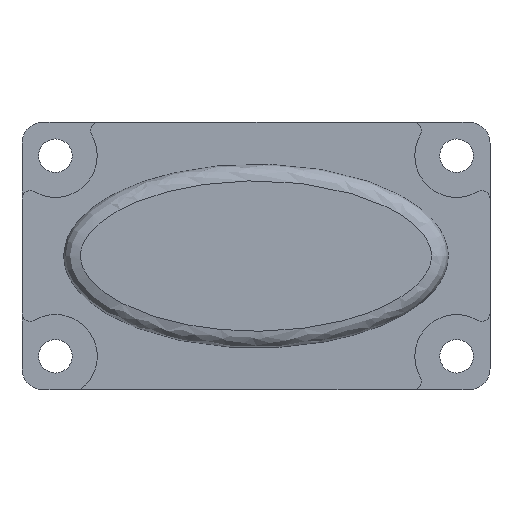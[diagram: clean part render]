
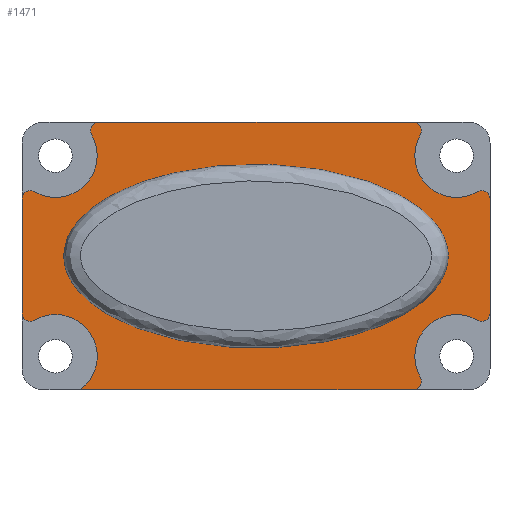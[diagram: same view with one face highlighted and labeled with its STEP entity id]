
A CAD part, front view. The second image highlights one B-rep face of the part: STEP entity #1471.
In plain terms, the highlighted planar face has unit normal (0, -1, 0).
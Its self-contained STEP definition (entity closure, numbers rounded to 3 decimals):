
#20=ELLIPSE('',#1609,23.,11.);
#88=FACE_BOUND('',#248,.T.);
#147=FACE_OUTER_BOUND('',#247,.T.);
#247=EDGE_LOOP('',(#1221,#1222,#1223,#1224,#1225,#1226,#1227,#1228,#1229,
#1230,#1231,#1232,#1233,#1234,#1235));
#248=EDGE_LOOP('',(#1236));
#375=LINE('',#2579,#507);
#376=LINE('',#2587,#508);
#377=LINE('',#2593,#509);
#378=LINE('',#2600,#510);
#507=VECTOR('',#1957,10.);
#508=VECTOR('',#1964,10.);
#509=VECTOR('',#1969,10.);
#510=VECTOR('',#1976,10.);
#583=CIRCLE('',#1612,1.);
#585=CIRCLE('',#1615,5.);
#586=CIRCLE('',#1616,1.);
#587=CIRCLE('',#1617,1.);
#588=CIRCLE('',#1618,5.);
#589=CIRCLE('',#1619,1.);
#590=CIRCLE('',#1620,1.);
#591=CIRCLE('',#1621,5.);
#592=CIRCLE('',#1622,1.);
#593=CIRCLE('',#1623,5.);
#594=CIRCLE('',#1624,1.);
#704=VERTEX_POINT('',#2530);
#705=VERTEX_POINT('',#2565);
#706=VERTEX_POINT('',#2566);
#709=VERTEX_POINT('',#2574);
#710=VERTEX_POINT('',#2576);
#711=VERTEX_POINT('',#2578);
#712=VERTEX_POINT('',#2580);
#713=VERTEX_POINT('',#2582);
#714=VERTEX_POINT('',#2584);
#715=VERTEX_POINT('',#2586);
#716=VERTEX_POINT('',#2588);
#717=VERTEX_POINT('',#2590);
#718=VERTEX_POINT('',#2592);
#719=VERTEX_POINT('',#2594);
#720=VERTEX_POINT('',#2596);
#721=VERTEX_POINT('',#2598);
#883=EDGE_CURVE('',#704,#704,#20,.T.);
#885=EDGE_CURVE('',#705,#706,#583,.T.);
#889=EDGE_CURVE('',#705,#709,#585,.T.);
#890=EDGE_CURVE('',#710,#709,#586,.T.);
#891=EDGE_CURVE('',#710,#711,#375,.T.);
#892=EDGE_CURVE('',#712,#711,#587,.T.);
#893=EDGE_CURVE('',#712,#713,#588,.T.);
#894=EDGE_CURVE('',#714,#713,#589,.T.);
#895=EDGE_CURVE('',#714,#715,#376,.T.);
#896=EDGE_CURVE('',#716,#715,#590,.T.);
#897=EDGE_CURVE('',#716,#717,#591,.T.);
#898=EDGE_CURVE('',#717,#718,#377,.T.);
#899=EDGE_CURVE('',#719,#718,#592,.T.);
#900=EDGE_CURVE('',#719,#720,#593,.T.);
#901=EDGE_CURVE('',#721,#720,#594,.T.);
#902=EDGE_CURVE('',#721,#706,#378,.T.);
#1221=ORIENTED_EDGE('',*,*,#885,.F.);
#1222=ORIENTED_EDGE('',*,*,#889,.T.);
#1223=ORIENTED_EDGE('',*,*,#890,.F.);
#1224=ORIENTED_EDGE('',*,*,#891,.T.);
#1225=ORIENTED_EDGE('',*,*,#892,.F.);
#1226=ORIENTED_EDGE('',*,*,#893,.T.);
#1227=ORIENTED_EDGE('',*,*,#894,.F.);
#1228=ORIENTED_EDGE('',*,*,#895,.T.);
#1229=ORIENTED_EDGE('',*,*,#896,.F.);
#1230=ORIENTED_EDGE('',*,*,#897,.T.);
#1231=ORIENTED_EDGE('',*,*,#898,.T.);
#1232=ORIENTED_EDGE('',*,*,#899,.F.);
#1233=ORIENTED_EDGE('',*,*,#900,.T.);
#1234=ORIENTED_EDGE('',*,*,#901,.F.);
#1235=ORIENTED_EDGE('',*,*,#902,.T.);
#1236=ORIENTED_EDGE('',*,*,#883,.T.);
#1411=PLANE('',#1614);
#1471=ADVANCED_FACE('',(#147,#88),#1411,.T.);
#1609=AXIS2_PLACEMENT_3D('',#2532,#1939,#1940);
#1612=AXIS2_PLACEMENT_3D('',#2567,#1945,#1946);
#1614=AXIS2_PLACEMENT_3D('',#2573,#1951,#1952);
#1615=AXIS2_PLACEMENT_3D('',#2575,#1953,#1954);
#1616=AXIS2_PLACEMENT_3D('',#2577,#1955,#1956);
#1617=AXIS2_PLACEMENT_3D('',#2581,#1958,#1959);
#1618=AXIS2_PLACEMENT_3D('',#2583,#1960,#1961);
#1619=AXIS2_PLACEMENT_3D('',#2585,#1962,#1963);
#1620=AXIS2_PLACEMENT_3D('',#2589,#1965,#1966);
#1621=AXIS2_PLACEMENT_3D('',#2591,#1967,#1968);
#1622=AXIS2_PLACEMENT_3D('',#2595,#1970,#1971);
#1623=AXIS2_PLACEMENT_3D('',#2597,#1972,#1973);
#1624=AXIS2_PLACEMENT_3D('',#2599,#1974,#1975);
#1939=DIRECTION('center_axis',(0.,1.,0.));
#1940=DIRECTION('ref_axis',(-1.,0.,0.));
#1945=DIRECTION('center_axis',(0.,1.,0.));
#1946=DIRECTION('ref_axis',(0.5,0.,0.866));
#1951=DIRECTION('center_axis',(0.,-1.,0.));
#1952=DIRECTION('ref_axis',(1.,0.,0.));
#1953=DIRECTION('center_axis',(0.,1.,0.));
#1954=DIRECTION('ref_axis',(1.,0.,0.));
#1955=DIRECTION('center_axis',(0.,1.,0.));
#1956=DIRECTION('ref_axis',(0.866,0.,0.5));
#1957=DIRECTION('',(-1.,0.,0.));
#1958=DIRECTION('center_axis',(0.,1.,0.));
#1959=DIRECTION('ref_axis',(-0.866,0.,0.5));
#1960=DIRECTION('center_axis',(0.,1.,0.));
#1961=DIRECTION('ref_axis',(1.,0.,0.));
#1962=DIRECTION('center_axis',(0.,1.,0.));
#1963=DIRECTION('ref_axis',(-0.5,0.,0.866));
#1964=DIRECTION('',(0.,0.,-1.));
#1965=DIRECTION('center_axis',(0.,1.,0.));
#1966=DIRECTION('ref_axis',(-0.5,0.,-0.866));
#1967=DIRECTION('center_axis',(0.,1.,0.));
#1968=DIRECTION('ref_axis',(1.,0.,0.));
#1969=DIRECTION('',(1.,0.,0.));
#1970=DIRECTION('center_axis',(0.,1.,0.));
#1971=DIRECTION('ref_axis',(0.866,0.,-0.5));
#1972=DIRECTION('center_axis',(0.,1.,0.));
#1973=DIRECTION('ref_axis',(1.,0.,0.));
#1974=DIRECTION('center_axis',(0.,1.,0.));
#1975=DIRECTION('ref_axis',(0.5,0.,-0.866));
#1976=DIRECTION('',(0.,0.,1.));
#2530=CARTESIAN_POINT('',(51.,-14.,-14.));
#2532=CARTESIAN_POINT('Origin',(28.,-14.,-14.));
#2565=CARTESIAN_POINT('',(54.5,-14.,-6.33));
#2566=CARTESIAN_POINT('',(56.,-14.,-7.196));
#2567=CARTESIAN_POINT('Origin',(55.,-14.,-7.196));
#2573=CARTESIAN_POINT('Origin',(28.,-14.,-14.));
#2574=CARTESIAN_POINT('',(47.67,-14.,0.5));
#2575=CARTESIAN_POINT('Origin',(52.,-14.,-2.));
#2576=CARTESIAN_POINT('',(46.804,-14.,2.));
#2577=CARTESIAN_POINT('Origin',(46.804,-14.,1.));
#2578=CARTESIAN_POINT('',(9.196,-14.,2.));
#2579=CARTESIAN_POINT('',(0.,-14.,2.));
#2580=CARTESIAN_POINT('',(8.33,-14.,0.5));
#2581=CARTESIAN_POINT('Origin',(9.196,-14.,1.));
#2582=CARTESIAN_POINT('',(1.5,-14.,-6.33));
#2583=CARTESIAN_POINT('Origin',(4.,-14.,-2.));
#2584=CARTESIAN_POINT('',(0.,-14.,-7.196));
#2585=CARTESIAN_POINT('Origin',(1.,-14.,-7.196));
#2586=CARTESIAN_POINT('',(0.,-14.,-20.804));
#2587=CARTESIAN_POINT('',(0.,-14.,-30.));
#2588=CARTESIAN_POINT('',(1.5,-14.,-21.67));
#2589=CARTESIAN_POINT('Origin',(1.,-14.,-20.804));
#2590=CARTESIAN_POINT('',(7.,-14.,-30.));
#2591=CARTESIAN_POINT('Origin',(4.,-14.,-26.));
#2592=CARTESIAN_POINT('',(46.804,-14.,-30.));
#2593=CARTESIAN_POINT('',(56.,-14.,-30.));
#2594=CARTESIAN_POINT('',(47.67,-14.,-28.5));
#2595=CARTESIAN_POINT('Origin',(46.804,-14.,-29.));
#2596=CARTESIAN_POINT('',(54.5,-14.,-21.67));
#2597=CARTESIAN_POINT('Origin',(52.,-14.,-26.));
#2598=CARTESIAN_POINT('',(56.,-14.,-20.804));
#2599=CARTESIAN_POINT('Origin',(55.,-14.,-20.804));
#2600=CARTESIAN_POINT('',(56.,-14.,2.));
